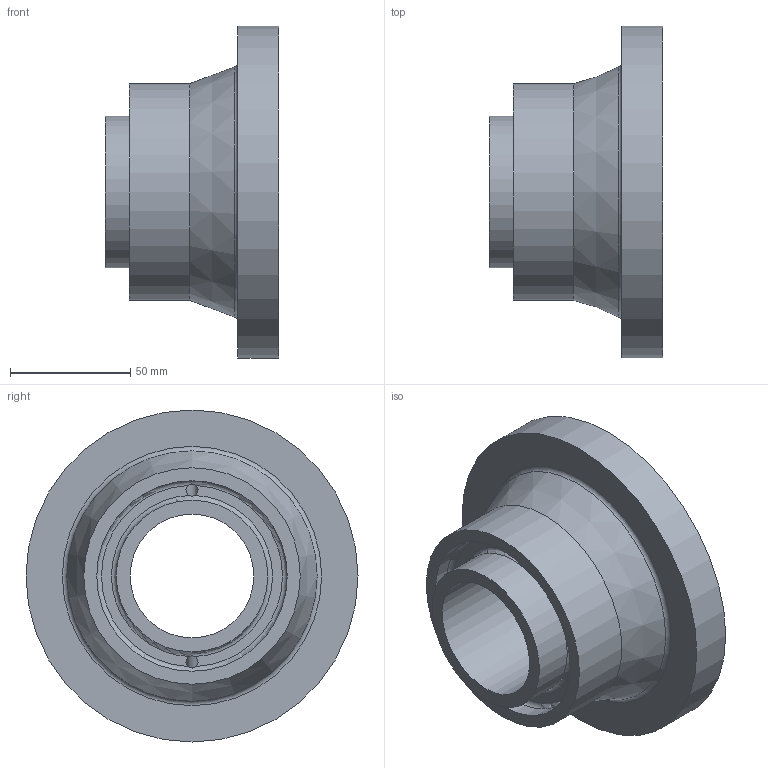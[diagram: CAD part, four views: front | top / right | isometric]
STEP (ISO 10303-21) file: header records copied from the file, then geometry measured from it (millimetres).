
FILE_DESCRIPTION( ( 'STEP AP214' ), '1' );
FILE_NAME( 'AGRU_11194906571_Poly-Flo Stub Flange_Flow-Through+groove for O-Ring_PPR grey_90_63 SDR17_11 (architecture400).stp', '2022-02-04T13:43:13', ( 'License CC BY-ND 4.0' ), ( 'CADENAS' ), ' ', 'PARTsolutions', ' ' );
FILE_SCHEMA( ( 'AUTOMOTIVE_DESIGN { 1 0 10303 214 1 1 1 1 }' ) );
Length unit declared in the file: millimetre
Products named in the file (1): _AGRU_11194906571_Poly-Flo Stub Flange_Flow-Through+groove for O-Ring_PPR grey_90/63  SDR17/11 (architecture400)
Bounding box: 72 x 138 x 138 mm (x, y, z)
Volume: 413766.6 mm3; surface area: 66925.6 mm2
Topology: 1 solids, 1 shells, 37 faces, 82 edges, 51 vertices
Faces by surface type: cylinder 14, plane 12, torus 10, cone 1
Full cylindrical faces by diameter (mm): 5 x2, 51.4 x1, 60 x1, 63 x1, 70 x1, 79.2 x1, 90 x1, 96.571 x1, 101.4 x1, 111.4 x1, 138 x1
Entity records: 1304 total; most frequent: CARTESIAN_POINT 254, DIRECTION 166, ORIENTED_EDGE 114, AXIS2_PLACEMENT_3D 83, EDGE_LOOP 68, FACE_OUTER_BOUND 57, EDGE_CURVE 57, VERTEX_POINT 47
